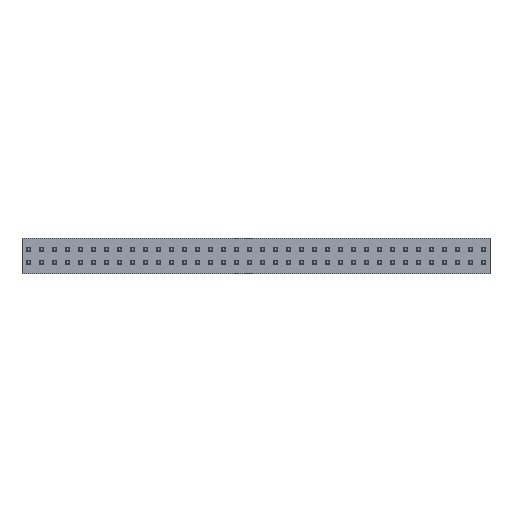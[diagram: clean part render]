
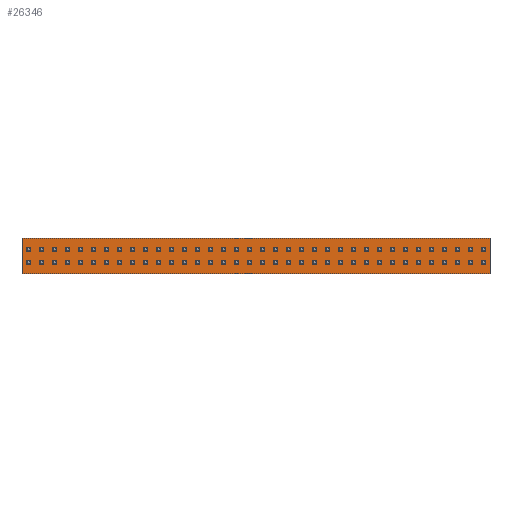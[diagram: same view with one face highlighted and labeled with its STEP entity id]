
A CAD part, top view. The second image highlights one B-rep face of the part: STEP entity #26346.
In plain terms, the highlighted face is planar.
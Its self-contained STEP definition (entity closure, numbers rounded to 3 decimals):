
#26214 = EDGE_CURVE('',#26215,#26217,#26219,.T.);
#26215 = VERTEX_POINT('',#26216);
#26216 = CARTESIAN_POINT('',(-22.86,1.778,-1.715));
#26217 = VERTEX_POINT('',#26218);
#26218 = CARTESIAN_POINT('',(-22.86,1.778,1.715));
#26219 = LINE('',#26220,#26221);
#26220 = CARTESIAN_POINT('',(-22.86,1.778,-1.715));
#26221 = VECTOR('',#26222,1.);
#26222 = DIRECTION('',(0.,0.,1.));
#26254 = EDGE_CURVE('',#26217,#26255,#26257,.T.);
#26255 = VERTEX_POINT('',#26256);
#26256 = CARTESIAN_POINT('',(22.86,1.778,1.715));
#26257 = LINE('',#26258,#26259);
#26258 = CARTESIAN_POINT('',(-22.86,1.778,1.715));
#26259 = VECTOR('',#26260,1.);
#26260 = DIRECTION('',(1.,0.,0.));
#26285 = EDGE_CURVE('',#26255,#26286,#26288,.T.);
#26286 = VERTEX_POINT('',#26287);
#26287 = CARTESIAN_POINT('',(22.86,1.778,-1.715));
#26288 = LINE('',#26289,#26290);
#26289 = CARTESIAN_POINT('',(22.86,1.778,1.715));
#26290 = VECTOR('',#26291,1.);
#26291 = DIRECTION('',(0.,0.,-1.));
#26316 = EDGE_CURVE('',#26286,#26215,#26317,.T.);
#26317 = LINE('',#26318,#26319);
#26318 = CARTESIAN_POINT('',(22.86,1.778,-1.715));
#26319 = VECTOR('',#26320,1.);
#26320 = DIRECTION('',(-1.,0.,0.));
#26346 = ADVANCED_FACE('',(#26347),#26353,.T.);
#26347 = FACE_BOUND('',#26348,.T.);
#26348 = EDGE_LOOP('',(#26349,#26350,#26351,#26352));
#26349 = ORIENTED_EDGE('',*,*,#26214,.T.);
#26350 = ORIENTED_EDGE('',*,*,#26254,.T.);
#26351 = ORIENTED_EDGE('',*,*,#26285,.T.);
#26352 = ORIENTED_EDGE('',*,*,#26316,.T.);
#26353 = PLANE('',#26354);
#26354 = AXIS2_PLACEMENT_3D('',#26355,#26356,#26357);
#26355 = CARTESIAN_POINT('',(0.,1.778,0.));
#26356 = DIRECTION('',(0.,1.,0.));
#26357 = DIRECTION('',(0.,-0.,1.));
